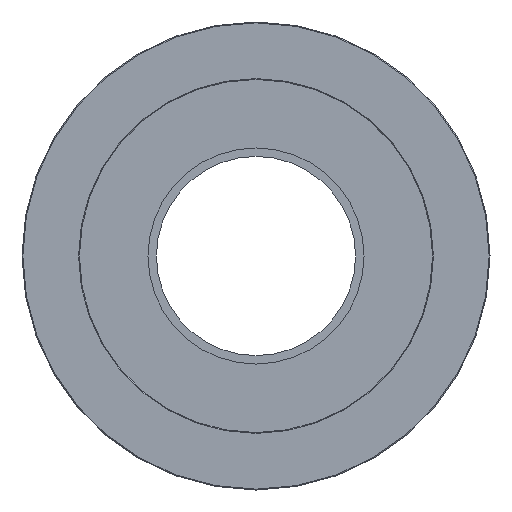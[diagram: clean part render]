
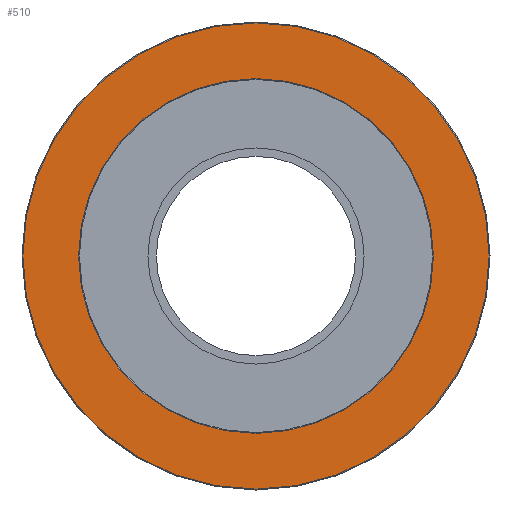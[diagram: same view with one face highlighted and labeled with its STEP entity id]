
A CAD part, front view. The second image highlights one B-rep face of the part: STEP entity #510.
In plain terms, the highlighted planar face has unit normal (0, -1, 0).
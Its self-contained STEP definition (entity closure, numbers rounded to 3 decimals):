
#3 = FACE_OUTER_BOUND ( 'NONE', #733, .T. ) ;
#61 = DIRECTION ( 'NONE',  ( 1., 0., 0. ) ) ;
#72 = AXIS2_PLACEMENT_3D ( 'NONE', #924, #929, #973 ) ;
#150 = DIRECTION ( 'NONE',  ( 0., -1., 0. ) ) ;
#176 = VERTEX_POINT ( 'NONE', #623 ) ;
#198 = AXIS2_PLACEMENT_3D ( 'NONE', #878, #899, #909 ) ;
#250 = EDGE_CURVE ( 'NONE', #1138, #1081, #870, .T. ) ;
#276 = CIRCLE ( 'NONE', #72, 54.8 ) ;
#286 = EDGE_CURVE ( 'NONE', #1081, #1138, #434, .T. ) ;
#308 = CARTESIAN_POINT ( 'NONE',  ( -41.7, 0., 0. ) ) ;
#366 = CARTESIAN_POINT ( 'NONE',  ( 0., 0., 0. ) ) ;
#372 = DIRECTION ( 'NONE',  ( 0., 1., 0. ) ) ;
#379 = DIRECTION ( 'NONE',  ( 1., 0., 0. ) ) ;
#434 = CIRCLE ( 'NONE', #198, 41.7 ) ;
#510 = ADVANCED_FACE ( 'NONE', ( #734, #3 ), #730, .T. ) ;
#547 = CARTESIAN_POINT ( 'NONE',  ( 54.8, 0., 0. ) ) ;
#556 = CARTESIAN_POINT ( 'NONE',  ( 0., 0., 0. ) ) ;
#613 = CARTESIAN_POINT ( 'NONE',  ( 41.7, 0., 0. ) ) ;
#623 = CARTESIAN_POINT ( 'NONE',  ( -54.8, 0., 0. ) ) ;
#675 = DIRECTION ( 'NONE',  ( 1., 0., 0. ) ) ;
#730 = PLANE ( 'NONE',  #1484 ) ;
#733 = EDGE_LOOP ( 'NONE', ( #1264, #1494 ) ) ;
#734 = FACE_BOUND ( 'NONE', #777, .T. ) ;
#777 = EDGE_LOOP ( 'NONE', ( #1459, #1567 ) ) ;
#870 = CIRCLE ( 'NONE', #1312, 41.7 ) ;
#878 = CARTESIAN_POINT ( 'NONE',  ( 0., 0., 0. ) ) ;
#899 = DIRECTION ( 'NONE',  ( 0., 1., 0. ) ) ;
#909 = DIRECTION ( 'NONE',  ( 1., 0., 0. ) ) ;
#924 = CARTESIAN_POINT ( 'NONE',  ( 0., 0., 0. ) ) ;
#929 = DIRECTION ( 'NONE',  ( 0., -1., 0. ) ) ;
#973 = DIRECTION ( 'NONE',  ( 1., 0., 0. ) ) ;
#975 = EDGE_CURVE ( 'NONE', #1129, #176, #1080, .T. ) ;
#1080 = CIRCLE ( 'NONE', #1505, 54.8 ) ;
#1081 = VERTEX_POINT ( 'NONE', #308 ) ;
#1129 = VERTEX_POINT ( 'NONE', #547 ) ;
#1138 = VERTEX_POINT ( 'NONE', #613 ) ;
#1174 = EDGE_CURVE ( 'NONE', #176, #1129, #276, .T. ) ;
#1264 = ORIENTED_EDGE ( 'NONE', *, *, #1174, .T. ) ;
#1312 = AXIS2_PLACEMENT_3D ( 'NONE', #366, #372, #379 ) ;
#1337 = DIRECTION ( 'NONE',  ( 0., -1., 0. ) ) ;
#1459 = ORIENTED_EDGE ( 'NONE', *, *, #250, .T. ) ;
#1484 = AXIS2_PLACEMENT_3D ( 'NONE', #1488, #150, #61 ) ;
#1488 = CARTESIAN_POINT ( 'NONE',  ( -41.5, 0., 0. ) ) ;
#1494 = ORIENTED_EDGE ( 'NONE', *, *, #975, .T. ) ;
#1505 = AXIS2_PLACEMENT_3D ( 'NONE', #556, #1337, #675 ) ;
#1567 = ORIENTED_EDGE ( 'NONE', *, *, #286, .T. ) ;
